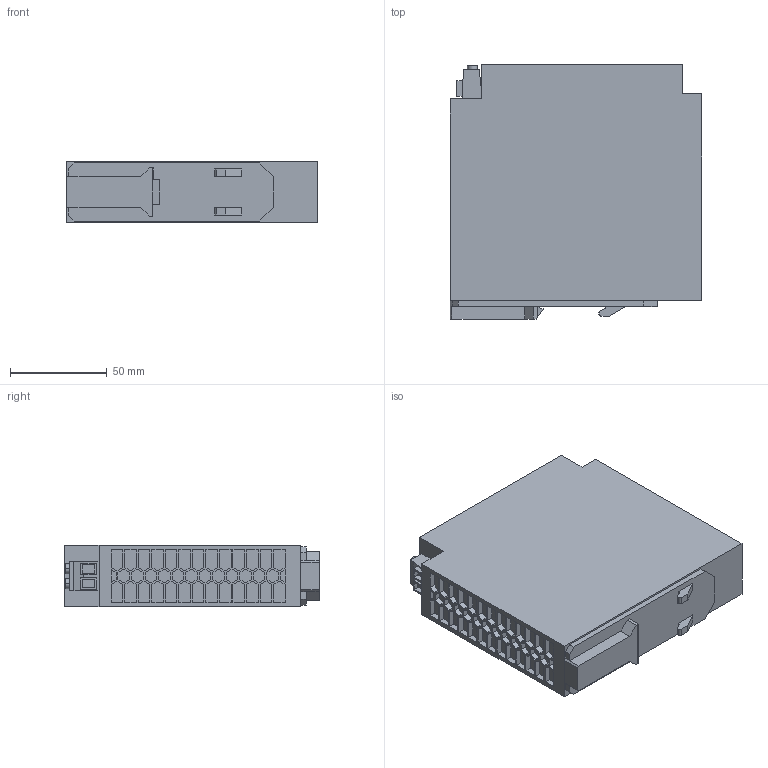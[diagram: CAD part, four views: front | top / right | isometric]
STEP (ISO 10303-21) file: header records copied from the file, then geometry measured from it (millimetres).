
FILE_DESCRIPTION(('SolidDesigner STEP Export'),'2;1');
FILE_NAME('2320034_QUINT_PS_24DC_24DC_5-select.stp','2011-08-03T10:07:55',(''),(''),'CoCreate Modeling STEP processor for AP214 (Solid Model)','CoCreate Modeling 16.00A 16-Aug-2008 (C) Parametric Technology GmbH','');
FILE_SCHEMA(('AUTOMOTIVE_DESIGN { 1 0 10303 214 1 1 1 1 }'));
Length unit declared in the file: millimetre
Products named in the file (2): 2320034_QUINT_PS_24DC_24DC_5-select
Assembly tree (1 placements, depth 2):
  2320034_QUINT_PS_24DC_24DC_5-select
    2320034_QUINT_PS_24DC_24DC_5-select
Bounding box: 130.1 x 131.6 x 32 mm (x, y, z)
Volume: 498780 mm3; surface area: 56737.4 mm2
Topology: 1 solids, 1 shells, 682 faces, 1729 edges, 1152 vertices
Faces by surface type: plane 648, cylinder 34
Entity records: 25218 total; most frequent: CARTESIAN_POINT 3480, ORIENTED_EDGE 3458, DIRECTION 3008, EDGE_CURVE 1729, VECTOR 1648, LINE 1648, VERTEX_POINT 1152, EDGE_LOOP 785
